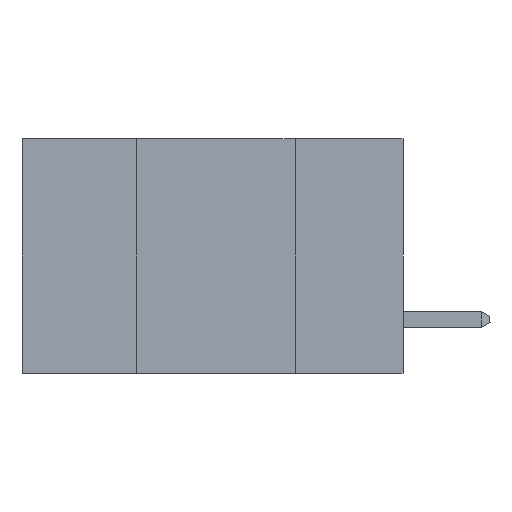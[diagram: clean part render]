
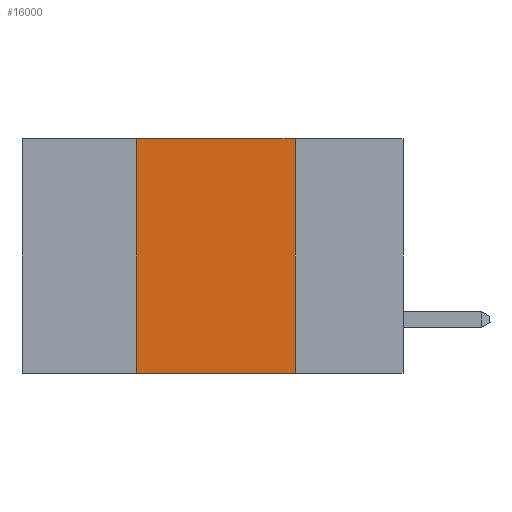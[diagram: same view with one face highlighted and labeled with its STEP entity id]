
A CAD part, left-side view. The second image highlights one B-rep face of the part: STEP entity #16000.
In plain terms, the highlighted planar face has unit normal (-1, 0, 0).
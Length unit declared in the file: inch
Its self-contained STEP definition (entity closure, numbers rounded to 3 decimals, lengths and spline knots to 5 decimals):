
#369 = VERTEX_POINT ( 'NONE', #6630 ) ;
#689 = ORIENTED_EDGE ( 'NONE', *, *, #12466, .F. ) ;
#1083 = VECTOR ( 'NONE', #16097, 39.37008 ) ;
#1854 = EDGE_CURVE ( 'NONE', #12586, #369, #14460, .T. ) ;
#2506 = CARTESIAN_POINT ( 'NONE',  ( 0., 0.17, 0. ) ) ;
#3249 = VECTOR ( 'NONE', #6494, 39.37008 ) ;
#3782 = CARTESIAN_POINT ( 'NONE',  ( 0., 0.6, 0. ) ) ;
#4017 = VECTOR ( 'NONE', #5646, 39.37008 ) ;
#4040 = VECTOR ( 'NONE', #8784, 39.37008 ) ;
#4091 = FACE_OUTER_BOUND ( 'NONE', #8476, .T. ) ;
#5646 = DIRECTION ( 'NONE',  ( 0., 0., 1. ) ) ;
#6494 = DIRECTION ( 'NONE',  ( 0., -1., 0. ) ) ;
#6630 = CARTESIAN_POINT ( 'NONE',  ( 0., 0.17, -0.37 ) ) ;
#7149 = ORIENTED_EDGE ( 'NONE', *, *, #1854, .T. ) ;
#7622 = LINE ( 'NONE', #10955, #4017 ) ;
#8476 = EDGE_LOOP ( 'NONE', ( #12750, #10364, #689, #7149 ) ) ;
#8784 = DIRECTION ( 'NONE',  ( 0., 0., -1. ) ) ;
#8849 = CARTESIAN_POINT ( 'NONE',  ( 0., 0.17, 0. ) ) ;
#8980 = EDGE_CURVE ( 'NONE', #14459, #15607, #9811, .T. ) ;
#9811 = LINE ( 'NONE', #3782, #3249 ) ;
#10160 = AXIS2_PLACEMENT_3D ( 'NONE', #12233, #13559, #14756 ) ;
#10364 = ORIENTED_EDGE ( 'NONE', *, *, #8980, .F. ) ;
#10632 = CARTESIAN_POINT ( 'NONE',  ( 0., 0.6, -0.37 ) ) ;
#10666 = PLANE ( 'NONE',  #10160 ) ;
#10955 = CARTESIAN_POINT ( 'NONE',  ( 0., 0.42, 0. ) ) ;
#11199 = CARTESIAN_POINT ( 'NONE',  ( 0., 0.42, 0. ) ) ;
#12233 = CARTESIAN_POINT ( 'NONE',  ( 0., 0.6, 0. ) ) ;
#12466 = EDGE_CURVE ( 'NONE', #12586, #14459, #7622, .T. ) ;
#12586 = VERTEX_POINT ( 'NONE', #16007 ) ;
#12750 = ORIENTED_EDGE ( 'NONE', *, *, #17178, .F. ) ;
#13559 = DIRECTION ( 'NONE',  ( 1., 0., 0. ) ) ;
#14459 = VERTEX_POINT ( 'NONE', #11199 ) ;
#14460 = LINE ( 'NONE', #10632, #1083 ) ;
#14756 = DIRECTION ( 'NONE',  ( 0., 0., -1. ) ) ;
#15054 = LINE ( 'NONE', #8849, #4040 ) ;
#15607 = VERTEX_POINT ( 'NONE', #2506 ) ;
#16000 = ADVANCED_FACE ( 'NONE', ( #4091 ), #10666, .F. ) ;
#16007 = CARTESIAN_POINT ( 'NONE',  ( 0., 0.42, -0.37 ) ) ;
#16097 = DIRECTION ( 'NONE',  ( 0., -1., 0. ) ) ;
#17178 = EDGE_CURVE ( 'NONE', #15607, #369, #15054, .T. ) ;
